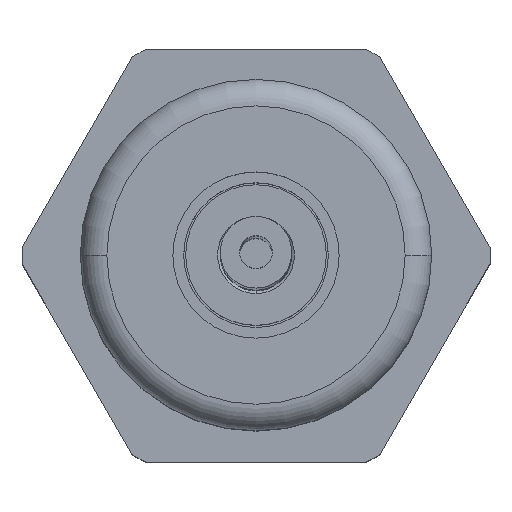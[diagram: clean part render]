
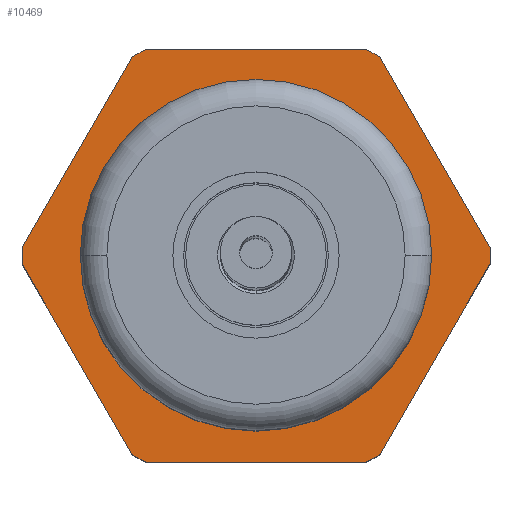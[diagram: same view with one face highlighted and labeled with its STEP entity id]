
A CAD part, top view. The second image highlights one B-rep face of the part: STEP entity #10469.
In plain terms, the highlighted face is planar.
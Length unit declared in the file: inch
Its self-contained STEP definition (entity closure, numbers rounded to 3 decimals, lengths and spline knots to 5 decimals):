
#10204=DIRECTION('',(-0.866,0.,-0.5));
#10205=VECTOR('',#10204,0.01966);
#10206=CARTESIAN_POINT('',(-0.13299,-0.05,0.25));
#10207=LINE('',#10206,#10205);
#10208=DIRECTION('',(1.,0.,0.));
#10209=VECTOR('',#10208,0.26597);
#10210=CARTESIAN_POINT('',(-0.13299,-0.05,0.25));
#10211=LINE('',#10210,#10209);
#10212=DIRECTION('',(-0.866,0.,0.5));
#10213=VECTOR('',#10212,0.01966);
#10214=CARTESIAN_POINT('',(0.15001,-0.05,0.24017));
#10215=LINE('',#10214,#10213);
#10216=DIRECTION('',(0.5,0.,-0.866));
#10217=VECTOR('',#10216,0.26597);
#10218=CARTESIAN_POINT('',(0.15001,-0.05,0.24017));
#10219=LINE('',#10218,#10217);
#10220=DIRECTION('',(0.,0.,1.));
#10221=VECTOR('',#10220,0.01966);
#10222=CARTESIAN_POINT('',(0.283,-0.05,-0.00983));
#10223=LINE('',#10222,#10221);
#10224=DIRECTION('',(-0.5,0.,-0.866));
#10225=VECTOR('',#10224,0.26597);
#10226=CARTESIAN_POINT('',(0.283,-0.05,-0.00983));
#10227=LINE('',#10226,#10225);
#10228=DIRECTION('',(0.866,0.,0.5));
#10229=VECTOR('',#10228,0.01966);
#10230=CARTESIAN_POINT('',(0.13299,-0.05,-0.25));
#10231=LINE('',#10230,#10229);
#10232=DIRECTION('',(-1.,0.,0.));
#10233=VECTOR('',#10232,0.26597);
#10234=CARTESIAN_POINT('',(0.13299,-0.05,-0.25));
#10235=LINE('',#10234,#10233);
#10236=DIRECTION('',(0.866,0.,-0.5));
#10237=VECTOR('',#10236,0.01966);
#10238=CARTESIAN_POINT('',(-0.15001,-0.05,-0.24017));
#10239=LINE('',#10238,#10237);
#10240=DIRECTION('',(-0.5,0.,0.866));
#10241=VECTOR('',#10240,0.26597);
#10242=CARTESIAN_POINT('',(-0.15001,-0.05,-0.24017));
#10243=LINE('',#10242,#10241);
#10244=DIRECTION('',(0.,0.,-1.));
#10245=VECTOR('',#10244,0.01966);
#10246=CARTESIAN_POINT('',(-0.283,-0.05,0.00983));
#10247=LINE('',#10246,#10245);
#10248=DIRECTION('',(0.5,0.,0.866));
#10249=VECTOR('',#10248,0.26597);
#10250=CARTESIAN_POINT('',(-0.283,-0.05,0.00983));
#10251=LINE('',#10250,#10249);
#10252=CARTESIAN_POINT('',(0.,-0.05,0.));
#10253=DIRECTION('',(0.,1.,0.));
#10254=DIRECTION('',(1.,0.,0.));
#10255=AXIS2_PLACEMENT_3D('',#10252,#10253,#10254);
#10257=CARTESIAN_POINT('',(0.,-0.05,0.));
#10258=DIRECTION('',(0.,1.,0.));
#10259=DIRECTION('',(-1.,0.,0.));
#10260=AXIS2_PLACEMENT_3D('',#10257,#10258,#10259);
#10376=CARTESIAN_POINT('',(0.1378,-0.05,0.));
#10377=CARTESIAN_POINT('',(-0.1378,-0.05,0.));
#10378=VERTEX_POINT('',#10376);
#10379=VERTEX_POINT('',#10377);
#10384=CARTESIAN_POINT('',(-0.13299,-0.05,0.25));
#10385=CARTESIAN_POINT('',(-0.15001,-0.05,0.24017));
#10386=VERTEX_POINT('',#10384);
#10387=VERTEX_POINT('',#10385);
#10388=CARTESIAN_POINT('',(0.15001,-0.05,0.24017));
#10389=CARTESIAN_POINT('',(0.13299,-0.05,0.25));
#10390=VERTEX_POINT('',#10388);
#10391=VERTEX_POINT('',#10389);
#10392=CARTESIAN_POINT('',(0.283,-0.05,-0.00983));
#10393=CARTESIAN_POINT('',(0.283,-0.05,0.00983));
#10394=VERTEX_POINT('',#10392);
#10395=VERTEX_POINT('',#10393);
#10396=CARTESIAN_POINT('',(0.13299,-0.05,-0.25));
#10397=CARTESIAN_POINT('',(0.15001,-0.05,-0.24017));
#10398=VERTEX_POINT('',#10396);
#10399=VERTEX_POINT('',#10397);
#10400=CARTESIAN_POINT('',(-0.15001,-0.05,-0.24017));
#10401=CARTESIAN_POINT('',(-0.13299,-0.05,-0.25));
#10402=VERTEX_POINT('',#10400);
#10403=VERTEX_POINT('',#10401);
#10404=CARTESIAN_POINT('',(-0.283,-0.05,0.00983));
#10405=CARTESIAN_POINT('',(-0.283,-0.05,-0.00983));
#10406=VERTEX_POINT('',#10404);
#10407=VERTEX_POINT('',#10405);
#10432=CARTESIAN_POINT('',(0.,-0.05,0.));
#10433=DIRECTION('',(0.,1.,0.));
#10434=DIRECTION('',(1.,0.,0.));
#10435=AXIS2_PLACEMENT_3D('',#10432,#10433,#10434);
#10436=PLANE('',#10435);
#10438=ORIENTED_EDGE('',*,*,#10437,.F.);
#10440=ORIENTED_EDGE('',*,*,#10439,.T.);
#10442=ORIENTED_EDGE('',*,*,#10441,.F.);
#10444=ORIENTED_EDGE('',*,*,#10443,.T.);
#10446=ORIENTED_EDGE('',*,*,#10445,.F.);
#10448=ORIENTED_EDGE('',*,*,#10447,.T.);
#10450=ORIENTED_EDGE('',*,*,#10449,.F.);
#10452=ORIENTED_EDGE('',*,*,#10451,.T.);
#10454=ORIENTED_EDGE('',*,*,#10453,.F.);
#10456=ORIENTED_EDGE('',*,*,#10455,.T.);
#10458=ORIENTED_EDGE('',*,*,#10457,.F.);
#10460=ORIENTED_EDGE('',*,*,#10459,.T.);
#10461=EDGE_LOOP('',(#10438,#10440,#10442,#10444,#10446,#10448,#10450,#10452,
#10454,#10456,#10458,#10460));
#10462=FACE_OUTER_BOUND('',#10461,.F.);
#10464=ORIENTED_EDGE('',*,*,#10463,.F.);
#10466=ORIENTED_EDGE('',*,*,#10465,.F.);
#10467=EDGE_LOOP('',(#10464,#10466));
#10468=FACE_BOUND('',#10467,.F.);
#10469=ADVANCED_FACE('',(#10462,#10468),#10436,.F.);
#10256=CIRCLE('',#10255,0.1378);
#10261=CIRCLE('',#10260,0.1378);
#10437=EDGE_CURVE('',#10386,#10387,#10207,.T.);
#10439=EDGE_CURVE('',#10386,#10391,#10211,.T.);
#10441=EDGE_CURVE('',#10390,#10391,#10215,.T.);
#10443=EDGE_CURVE('',#10390,#10395,#10219,.T.);
#10445=EDGE_CURVE('',#10394,#10395,#10223,.T.);
#10447=EDGE_CURVE('',#10394,#10399,#10227,.T.);
#10449=EDGE_CURVE('',#10398,#10399,#10231,.T.);
#10451=EDGE_CURVE('',#10398,#10403,#10235,.T.);
#10453=EDGE_CURVE('',#10402,#10403,#10239,.T.);
#10455=EDGE_CURVE('',#10402,#10407,#10243,.T.);
#10457=EDGE_CURVE('',#10406,#10407,#10247,.T.);
#10459=EDGE_CURVE('',#10406,#10387,#10251,.T.);
#10463=EDGE_CURVE('',#10378,#10379,#10256,.T.);
#10465=EDGE_CURVE('',#10379,#10378,#10261,.T.);
